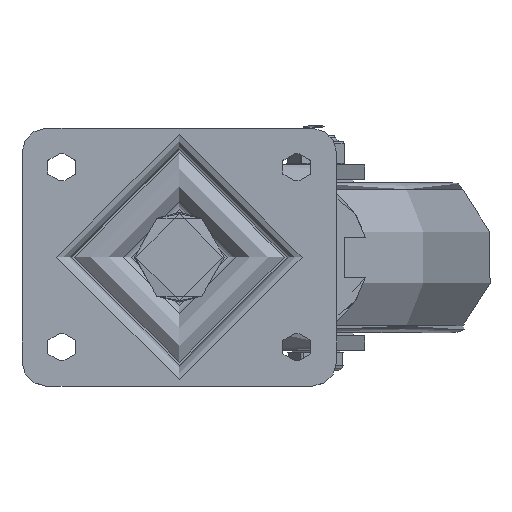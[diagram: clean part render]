
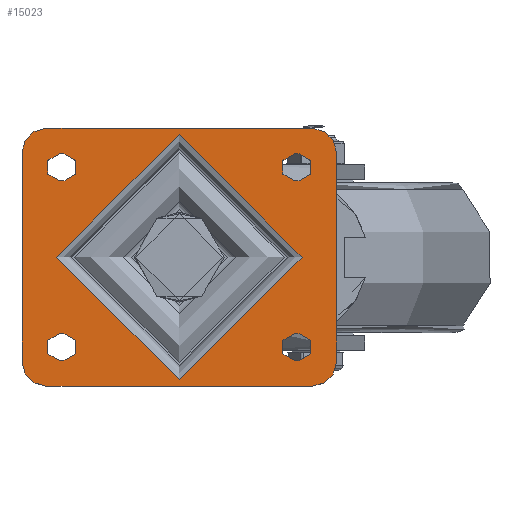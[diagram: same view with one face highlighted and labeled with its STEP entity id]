
A CAD part, top view. The second image highlights one B-rep face of the part: STEP entity #15023.
In plain terms, the highlighted planar face has unit normal (0, 0, 1).
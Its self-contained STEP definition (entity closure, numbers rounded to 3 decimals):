
#1259=FACE_BOUND('',#2821,.T.);
#1260=FACE_BOUND('',#2822,.T.);
#1261=FACE_BOUND('',#2823,.T.);
#1262=FACE_BOUND('',#2824,.T.);
#1263=FACE_BOUND('',#2825,.T.);
#1408=PLANE('',#16367);
#1911=FACE_OUTER_BOUND('',#2820,.T.);
#2820=EDGE_LOOP('',(#10672,#10673,#10674,#10675,#10676,#10677,#10678,#10679));
#2821=EDGE_LOOP('',(#10680,#10681,#10682,#10683));
#2822=EDGE_LOOP('',(#10684,#10685,#10686,#10687));
#2823=EDGE_LOOP('',(#10688,#10689,#10690,#10691));
#2824=EDGE_LOOP('',(#10692,#10693,#10694,#10695));
#2825=EDGE_LOOP('',(#10696));
#3969=LINE('',#22231,#5023);
#3970=LINE('',#22235,#5024);
#3971=LINE('',#22239,#5025);
#3972=LINE('',#22242,#5026);
#3973=LINE('',#22243,#5027);
#3974=LINE('',#22244,#5028);
#3975=LINE('',#22245,#5029);
#3976=LINE('',#22246,#5030);
#3977=LINE('',#22247,#5031);
#3978=LINE('',#22248,#5032);
#3979=LINE('',#22249,#5033);
#3980=LINE('',#22250,#5034);
#5023=VECTOR('',#18238,1000.);
#5024=VECTOR('',#18241,1000.);
#5025=VECTOR('',#18244,1000.);
#5026=VECTOR('',#18247,1000.);
#5027=VECTOR('',#18248,1000.);
#5028=VECTOR('',#18249,1000.);
#5029=VECTOR('',#18250,1000.);
#5030=VECTOR('',#18251,1000.);
#5031=VECTOR('',#18252,1000.);
#5032=VECTOR('',#18253,1000.);
#5033=VECTOR('',#18254,1000.);
#5034=VECTOR('',#18255,1000.);
#6025=CIRCLE('',#16228,4.5);
#6026=CIRCLE('',#16230,4.5);
#6029=CIRCLE('',#16234,4.5);
#6030=CIRCLE('',#16236,4.5);
#6033=CIRCLE('',#16240,4.5);
#6034=CIRCLE('',#16242,4.5);
#6037=CIRCLE('',#16246,4.5);
#6038=CIRCLE('',#16248,4.5);
#6050=CIRCLE('',#16264,40.975);
#6122=CIRCLE('',#16368,8.);
#6123=CIRCLE('',#16369,8.);
#6124=CIRCLE('',#16370,8.);
#6125=CIRCLE('',#16371,8.);
#6747=VERTEX_POINT('',#21910);
#6748=VERTEX_POINT('',#21912);
#6749=VERTEX_POINT('',#21916);
#6750=VERTEX_POINT('',#21917);
#6755=VERTEX_POINT('',#21928);
#6756=VERTEX_POINT('',#21930);
#6757=VERTEX_POINT('',#21934);
#6758=VERTEX_POINT('',#21935);
#6763=VERTEX_POINT('',#21946);
#6764=VERTEX_POINT('',#21948);
#6765=VERTEX_POINT('',#21952);
#6766=VERTEX_POINT('',#21953);
#6771=VERTEX_POINT('',#21964);
#6772=VERTEX_POINT('',#21966);
#6773=VERTEX_POINT('',#21970);
#6774=VERTEX_POINT('',#21971);
#6784=VERTEX_POINT('',#21999);
#6867=VERTEX_POINT('',#22227);
#6868=VERTEX_POINT('',#22228);
#6869=VERTEX_POINT('',#22230);
#6870=VERTEX_POINT('',#22232);
#6871=VERTEX_POINT('',#22234);
#6872=VERTEX_POINT('',#22236);
#6873=VERTEX_POINT('',#22238);
#6874=VERTEX_POINT('',#22240);
#8217=EDGE_CURVE('',#6748,#6747,#6025,.T.);
#8219=EDGE_CURVE('',#6749,#6750,#6026,.T.);
#8225=EDGE_CURVE('',#6756,#6755,#6029,.T.);
#8227=EDGE_CURVE('',#6757,#6758,#6030,.T.);
#8233=EDGE_CURVE('',#6764,#6763,#6033,.T.);
#8235=EDGE_CURVE('',#6765,#6766,#6034,.T.);
#8241=EDGE_CURVE('',#6772,#6771,#6037,.T.);
#8243=EDGE_CURVE('',#6773,#6774,#6038,.T.);
#8258=EDGE_CURVE('',#6784,#6784,#6050,.T.);
#8370=EDGE_CURVE('',#6867,#6868,#6122,.T.);
#8371=EDGE_CURVE('',#6869,#6867,#3969,.T.);
#8372=EDGE_CURVE('',#6870,#6869,#6123,.T.);
#8373=EDGE_CURVE('',#6871,#6870,#3970,.T.);
#8374=EDGE_CURVE('',#6872,#6871,#6124,.T.);
#8375=EDGE_CURVE('',#6873,#6872,#3971,.T.);
#8376=EDGE_CURVE('',#6873,#6874,#6125,.T.);
#8377=EDGE_CURVE('',#6868,#6874,#3972,.T.);
#8378=EDGE_CURVE('',#6771,#6773,#3973,.T.);
#8379=EDGE_CURVE('',#6774,#6772,#3974,.T.);
#8380=EDGE_CURVE('',#6763,#6765,#3975,.T.);
#8381=EDGE_CURVE('',#6766,#6764,#3976,.T.);
#8382=EDGE_CURVE('',#6755,#6757,#3977,.T.);
#8383=EDGE_CURVE('',#6758,#6756,#3978,.T.);
#8384=EDGE_CURVE('',#6747,#6749,#3979,.T.);
#8385=EDGE_CURVE('',#6750,#6748,#3980,.T.);
#10672=ORIENTED_EDGE('',*,*,#8370,.F.);
#10673=ORIENTED_EDGE('',*,*,#8371,.F.);
#10674=ORIENTED_EDGE('',*,*,#8372,.F.);
#10675=ORIENTED_EDGE('',*,*,#8373,.F.);
#10676=ORIENTED_EDGE('',*,*,#8374,.F.);
#10677=ORIENTED_EDGE('',*,*,#8375,.F.);
#10678=ORIENTED_EDGE('',*,*,#8376,.T.);
#10679=ORIENTED_EDGE('',*,*,#8377,.F.);
#10680=ORIENTED_EDGE('',*,*,#8378,.T.);
#10681=ORIENTED_EDGE('',*,*,#8243,.T.);
#10682=ORIENTED_EDGE('',*,*,#8379,.T.);
#10683=ORIENTED_EDGE('',*,*,#8241,.T.);
#10684=ORIENTED_EDGE('',*,*,#8380,.T.);
#10685=ORIENTED_EDGE('',*,*,#8235,.T.);
#10686=ORIENTED_EDGE('',*,*,#8381,.T.);
#10687=ORIENTED_EDGE('',*,*,#8233,.T.);
#10688=ORIENTED_EDGE('',*,*,#8382,.T.);
#10689=ORIENTED_EDGE('',*,*,#8227,.T.);
#10690=ORIENTED_EDGE('',*,*,#8383,.T.);
#10691=ORIENTED_EDGE('',*,*,#8225,.T.);
#10692=ORIENTED_EDGE('',*,*,#8384,.T.);
#10693=ORIENTED_EDGE('',*,*,#8219,.T.);
#10694=ORIENTED_EDGE('',*,*,#8385,.T.);
#10695=ORIENTED_EDGE('',*,*,#8217,.T.);
#10696=ORIENTED_EDGE('',*,*,#8258,.F.);
#15023=ADVANCED_FACE('',(#1911,#1259,#1260,#1261,#1262,#1263),#1408,.T.);
#16228=AXIS2_PLACEMENT_3D('',#21913,#17900,#17901);
#16230=AXIS2_PLACEMENT_3D('',#21918,#17905,#17906);
#16234=AXIS2_PLACEMENT_3D('',#21931,#17916,#17917);
#16236=AXIS2_PLACEMENT_3D('',#21936,#17921,#17922);
#16240=AXIS2_PLACEMENT_3D('',#21949,#17932,#17933);
#16242=AXIS2_PLACEMENT_3D('',#21954,#17937,#17938);
#16246=AXIS2_PLACEMENT_3D('',#21967,#17948,#17949);
#16248=AXIS2_PLACEMENT_3D('',#21972,#17953,#17954);
#16264=AXIS2_PLACEMENT_3D('',#22001,#17988,#17989);
#16367=AXIS2_PLACEMENT_3D('',#22226,#18234,#18235);
#16368=AXIS2_PLACEMENT_3D('',#22229,#18236,#18237);
#16369=AXIS2_PLACEMENT_3D('',#22233,#18239,#18240);
#16370=AXIS2_PLACEMENT_3D('',#22237,#18242,#18243);
#16371=AXIS2_PLACEMENT_3D('',#22241,#18245,#18246);
#17900=DIRECTION('center_axis',(0.,0.,-1.));
#17901=DIRECTION('ref_axis',(-1.,0.,0.));
#17905=DIRECTION('center_axis',(0.,0.,-1.));
#17906=DIRECTION('ref_axis',(-1.,0.,0.));
#17916=DIRECTION('center_axis',(0.,0.,-1.));
#17917=DIRECTION('ref_axis',(-1.,0.,0.));
#17921=DIRECTION('center_axis',(0.,0.,-1.));
#17922=DIRECTION('ref_axis',(-1.,0.,0.));
#17932=DIRECTION('center_axis',(0.,0.,-1.));
#17933=DIRECTION('ref_axis',(1.,0.,0.));
#17937=DIRECTION('center_axis',(0.,0.,-1.));
#17938=DIRECTION('ref_axis',(1.,0.,0.));
#17948=DIRECTION('center_axis',(0.,0.,-1.));
#17949=DIRECTION('ref_axis',(1.,0.,0.));
#17953=DIRECTION('center_axis',(0.,0.,-1.));
#17954=DIRECTION('ref_axis',(1.,0.,0.));
#17988=DIRECTION('center_axis',(0.,0.,1.));
#17989=DIRECTION('ref_axis',(1.,0.,0.));
#18234=DIRECTION('center_axis',(0.,0.,1.));
#18235=DIRECTION('ref_axis',(1.,0.,0.));
#18236=DIRECTION('center_axis',(0.,0.,-1.));
#18237=DIRECTION('ref_axis',(0.,-1.,0.));
#18238=DIRECTION('',(-1.,0.,0.));
#18239=DIRECTION('center_axis',(0.,0.,-1.));
#18240=DIRECTION('ref_axis',(1.,0.,0.));
#18241=DIRECTION('',(0.,-1.,0.));
#18242=DIRECTION('center_axis',(0.,0.,-1.));
#18243=DIRECTION('ref_axis',(0.,1.,0.));
#18244=DIRECTION('',(1.,0.,0.));
#18245=DIRECTION('center_axis',(0.,0.,1.));
#18246=DIRECTION('ref_axis',(0.,1.,0.));
#18247=DIRECTION('',(0.,1.,0.));
#18248=DIRECTION('',(1.,0.,0.));
#18249=DIRECTION('',(-1.,0.,0.));
#18250=DIRECTION('',(1.,0.,0.));
#18251=DIRECTION('',(-1.,0.,0.));
#18252=DIRECTION('',(-1.,0.,0.));
#18253=DIRECTION('',(1.,0.,0.));
#18254=DIRECTION('',(-1.,0.,0.));
#18255=DIRECTION('',(1.,0.,0.));
#21910=CARTESIAN_POINT('',(40.,25.5,0.));
#21912=CARTESIAN_POINT('',(40.,34.5,0.));
#21913=CARTESIAN_POINT('Origin',(40.,30.,0.));
#21916=CARTESIAN_POINT('',(38.5,25.5,0.));
#21917=CARTESIAN_POINT('',(38.5,34.5,0.));
#21918=CARTESIAN_POINT('Origin',(38.5,30.,0.));
#21928=CARTESIAN_POINT('',(40.,-34.5,0.));
#21930=CARTESIAN_POINT('',(40.,-25.5,0.));
#21931=CARTESIAN_POINT('Origin',(40.,-30.,0.));
#21934=CARTESIAN_POINT('',(38.5,-34.5,0.));
#21935=CARTESIAN_POINT('',(38.5,-25.5,0.));
#21936=CARTESIAN_POINT('Origin',(38.5,-30.,0.));
#21946=CARTESIAN_POINT('',(-40.,34.5,0.));
#21948=CARTESIAN_POINT('',(-40.,25.5,0.));
#21949=CARTESIAN_POINT('Origin',(-40.,30.,0.));
#21952=CARTESIAN_POINT('',(-38.5,34.5,0.));
#21953=CARTESIAN_POINT('',(-38.5,25.5,0.));
#21954=CARTESIAN_POINT('Origin',(-38.5,30.,0.));
#21964=CARTESIAN_POINT('',(-40.,-25.5,0.));
#21966=CARTESIAN_POINT('',(-40.,-34.5,0.));
#21967=CARTESIAN_POINT('Origin',(-40.,-30.,0.));
#21970=CARTESIAN_POINT('',(-38.5,-25.5,0.));
#21971=CARTESIAN_POINT('',(-38.5,-34.5,0.));
#21972=CARTESIAN_POINT('Origin',(-38.5,-30.,0.));
#21999=CARTESIAN_POINT('',(-40.975,0.,0.));
#22001=CARTESIAN_POINT('Origin',(0.,0.,0.));
#22226=CARTESIAN_POINT('Origin',(0.,0.,0.));
#22227=CARTESIAN_POINT('',(-44.5,-43.,0.));
#22228=CARTESIAN_POINT('',(-52.5,-35.,0.));
#22229=CARTESIAN_POINT('Origin',(-44.5,-35.,0.));
#22230=CARTESIAN_POINT('',(44.5,-43.,0.));
#22231=CARTESIAN_POINT('',(44.5,-43.,0.));
#22232=CARTESIAN_POINT('',(52.5,-35.,0.));
#22233=CARTESIAN_POINT('Origin',(44.5,-35.,0.));
#22234=CARTESIAN_POINT('',(52.5,35.,0.));
#22235=CARTESIAN_POINT('',(52.5,35.,0.));
#22236=CARTESIAN_POINT('',(44.5,43.,0.));
#22237=CARTESIAN_POINT('Origin',(44.5,35.,0.));
#22238=CARTESIAN_POINT('',(-44.5,43.,0.));
#22239=CARTESIAN_POINT('',(-44.5,43.,0.));
#22240=CARTESIAN_POINT('',(-52.5,35.,0.));
#22241=CARTESIAN_POINT('Origin',(-44.5,35.,0.));
#22242=CARTESIAN_POINT('',(-52.5,-35.,0.));
#22243=CARTESIAN_POINT('',(-40.,-25.5,0.));
#22244=CARTESIAN_POINT('',(-40.,-34.5,0.));
#22245=CARTESIAN_POINT('',(-40.,34.5,0.));
#22246=CARTESIAN_POINT('',(-40.,25.5,0.));
#22247=CARTESIAN_POINT('',(40.,-34.5,0.));
#22248=CARTESIAN_POINT('',(40.,-25.5,0.));
#22249=CARTESIAN_POINT('',(40.,25.5,0.));
#22250=CARTESIAN_POINT('',(40.,34.5,0.));
